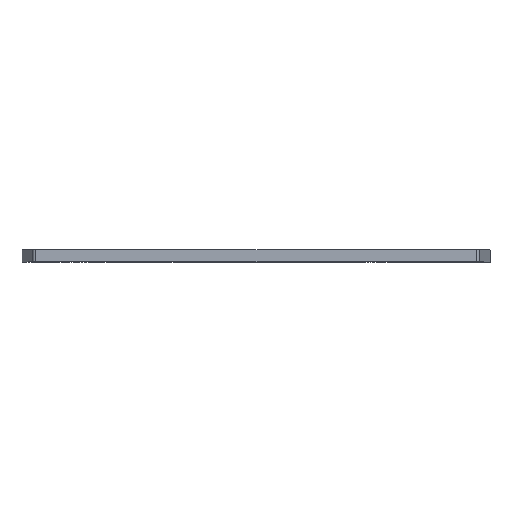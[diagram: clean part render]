
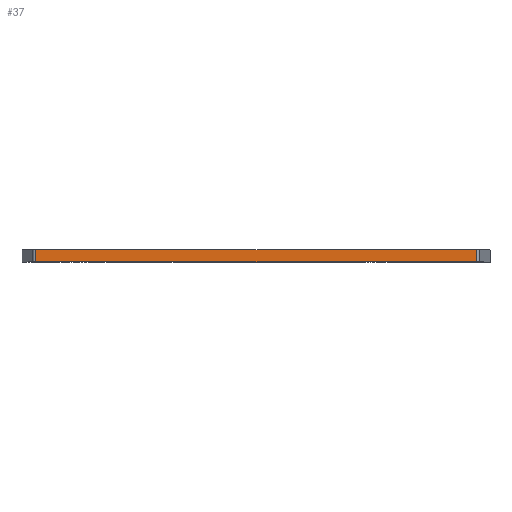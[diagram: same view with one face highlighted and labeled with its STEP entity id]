
A CAD part, top view. The second image highlights one B-rep face of the part: STEP entity #37.
In plain terms, the highlighted planar face has unit normal (0, 0, 1).
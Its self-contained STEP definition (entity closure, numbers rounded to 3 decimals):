
#10 = FACE_OUTER_BOUND ( 'NONE', #764, .T. ) ;
#37 = ADVANCED_FACE ( 'NONE', ( #10 ), #278, .F. ) ;
#48 = EDGE_CURVE ( 'NONE', #259, #1509, #1157, .T. ) ;
#49 = LINE ( 'NONE', #60, #1016 ) ;
#60 = CARTESIAN_POINT ( 'NONE',  ( 0., -52.703, 46.8 ) ) ;
#100 = VECTOR ( 'NONE', #1547, 1000. ) ;
#185 = DIRECTION ( 'NONE',  ( 1., 0., 0. ) ) ;
#220 = ORIENTED_EDGE ( 'NONE', *, *, #291, .T. ) ;
#240 = CARTESIAN_POINT ( 'NONE',  ( 0., 18.903, 46.8 ) ) ;
#259 = VERTEX_POINT ( 'NONE', #1462 ) ;
#273 = CARTESIAN_POINT ( 'NONE',  ( 0., -52.703, 46.8 ) ) ;
#278 = PLANE ( 'NONE',  #1233 ) ;
#291 = EDGE_CURVE ( 'NONE', #1447, #259, #49, .T. ) ;
#399 = CARTESIAN_POINT ( 'NONE',  ( 2., -52.703, 46.8 ) ) ;
#444 = EDGE_CURVE ( 'NONE', #1447, #883, #1037, .T. ) ;
#456 = ORIENTED_EDGE ( 'NONE', *, *, #444, .F. ) ;
#576 = DIRECTION ( 'NONE',  ( 1., 0., 0. ) ) ;
#669 = CARTESIAN_POINT ( 'NONE',  ( 0., -52.703, 46.8 ) ) ;
#674 = ORIENTED_EDGE ( 'NONE', *, *, #1653, .F. ) ;
#680 = ORIENTED_EDGE ( 'NONE', *, *, #48, .T. ) ;
#764 = EDGE_LOOP ( 'NONE', ( #674, #456, #220, #680 ) ) ;
#792 = DIRECTION ( 'NONE',  ( 0., 1., 0. ) ) ;
#883 = VERTEX_POINT ( 'NONE', #240 ) ;
#889 = DIRECTION ( 'NONE',  ( 1., 0., 0. ) ) ;
#1005 = VECTOR ( 'NONE', #185, 1000. ) ;
#1016 = VECTOR ( 'NONE', #576, 1000. ) ;
#1037 = LINE ( 'NONE', #273, #1477 ) ;
#1146 = CARTESIAN_POINT ( 'NONE',  ( 2., 18.903, 46.8 ) ) ;
#1157 = LINE ( 'NONE', #399, #100 ) ;
#1196 = LINE ( 'NONE', #1317, #1005 ) ;
#1233 = AXIS2_PLACEMENT_3D ( 'NONE', #669, #1290, #889 ) ;
#1290 = DIRECTION ( 'NONE',  ( 0., 0., -1. ) ) ;
#1317 = CARTESIAN_POINT ( 'NONE',  ( 0., 18.903, 46.8 ) ) ;
#1366 = CARTESIAN_POINT ( 'NONE',  ( 0., -52.703, 46.8 ) ) ;
#1447 = VERTEX_POINT ( 'NONE', #1366 ) ;
#1462 = CARTESIAN_POINT ( 'NONE',  ( 2., -52.703, 46.8 ) ) ;
#1477 = VECTOR ( 'NONE', #792, 1000. ) ;
#1509 = VERTEX_POINT ( 'NONE', #1146 ) ;
#1547 = DIRECTION ( 'NONE',  ( 0., 1., 0. ) ) ;
#1653 = EDGE_CURVE ( 'NONE', #883, #1509, #1196, .T. ) ;
